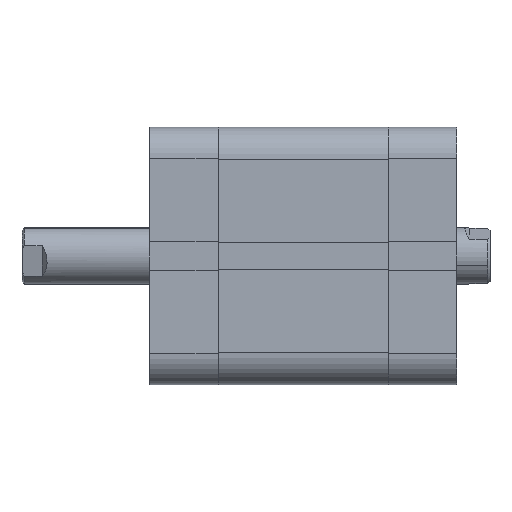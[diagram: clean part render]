
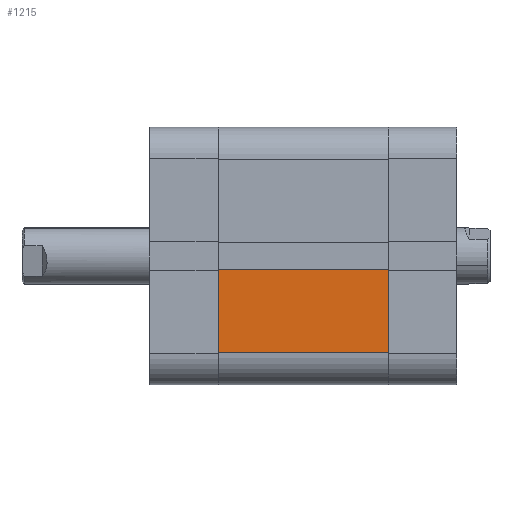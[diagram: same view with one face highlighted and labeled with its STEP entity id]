
A CAD part, front view. The second image highlights one B-rep face of the part: STEP entity #1215.
In plain terms, the highlighted planar face has unit normal (0, -1, 0).
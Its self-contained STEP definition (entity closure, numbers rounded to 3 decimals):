
#270 = EDGE_LOOP ( 'NONE', ( #9550, #11776, #11793, #20573 ) ) ;
#753 = EDGE_CURVE ( 'NONE', #14968, #13496, #7618, .T. ) ;
#1215 = ADVANCED_FACE ( 'NONE', ( #8213 ), #19185, .F. ) ;
#1306 = EDGE_CURVE ( 'NONE', #13496, #6359, #8320, .T. ) ;
#1776 = DIRECTION ( 'NONE',  ( 0., 1., 0. ) ) ;
#2191 = DIRECTION ( 'NONE',  ( 0., 0., -1. ) ) ;
#2930 = LINE ( 'NONE', #17367, #5519 ) ;
#2969 = LINE ( 'NONE', #9077, #13831 ) ;
#3325 = CARTESIAN_POINT ( 'NONE',  ( 0., -27.25, -2.8 ) ) ;
#5393 = VERTEX_POINT ( 'NONE', #16635 ) ;
#5519 = VECTOR ( 'NONE', #20429, 1000. ) ;
#6033 = DIRECTION ( 'NONE',  ( -1., 0., 0. ) ) ;
#6359 = VERTEX_POINT ( 'NONE', #18080 ) ;
#7618 = LINE ( 'NONE', #9405, #11496 ) ;
#7799 = CARTESIAN_POINT ( 'NONE',  ( 36., -27.25, -27.25 ) ) ;
#8213 = FACE_OUTER_BOUND ( 'NONE', #270, .T. ) ;
#8320 = LINE ( 'NONE', #19597, #20716 ) ;
#9077 = CARTESIAN_POINT ( 'NONE',  ( 36., -27.25, -27.25 ) ) ;
#9405 = CARTESIAN_POINT ( 'NONE',  ( 36.001, -27.25, -2.8 ) ) ;
#9550 = ORIENTED_EDGE ( 'NONE', *, *, #753, .T. ) ;
#10987 = DIRECTION ( 'NONE',  ( 0., 0., -1. ) ) ;
#11496 = VECTOR ( 'NONE', #6033, 1000. ) ;
#11776 = ORIENTED_EDGE ( 'NONE', *, *, #1306, .T. ) ;
#11793 = ORIENTED_EDGE ( 'NONE', *, *, #18728, .T. ) ;
#13496 = VERTEX_POINT ( 'NONE', #3325 ) ;
#13831 = VECTOR ( 'NONE', #10987, 1000. ) ;
#14229 = DIRECTION ( 'NONE',  ( 0., 0., 1. ) ) ;
#14968 = VERTEX_POINT ( 'NONE', #17948 ) ;
#15208 = EDGE_CURVE ( 'NONE', #14968, #5393, #2969, .T. ) ;
#16253 = AXIS2_PLACEMENT_3D ( 'NONE', #7799, #1776, #14229 ) ;
#16635 = CARTESIAN_POINT ( 'NONE',  ( 36., -27.25, -20.45 ) ) ;
#17367 = CARTESIAN_POINT ( 'NONE',  ( 36., -27.25, -20.45 ) ) ;
#17948 = CARTESIAN_POINT ( 'NONE',  ( 36., -27.25, -2.8 ) ) ;
#18080 = CARTESIAN_POINT ( 'NONE',  ( 0., -27.25, -20.45 ) ) ;
#18728 = EDGE_CURVE ( 'NONE', #6359, #5393, #2930, .T. ) ;
#19185 = PLANE ( 'NONE',  #16253 ) ;
#19597 = CARTESIAN_POINT ( 'NONE',  ( 0., -27.25, -27.25 ) ) ;
#20429 = DIRECTION ( 'NONE',  ( 1., 0., 0. ) ) ;
#20573 = ORIENTED_EDGE ( 'NONE', *, *, #15208, .F. ) ;
#20716 = VECTOR ( 'NONE', #2191, 1000. ) ;
